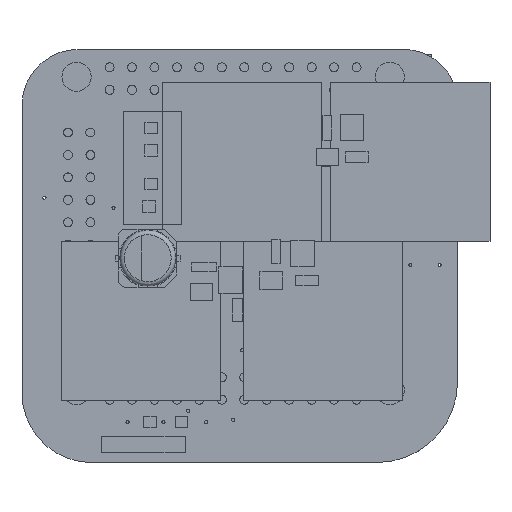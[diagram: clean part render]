
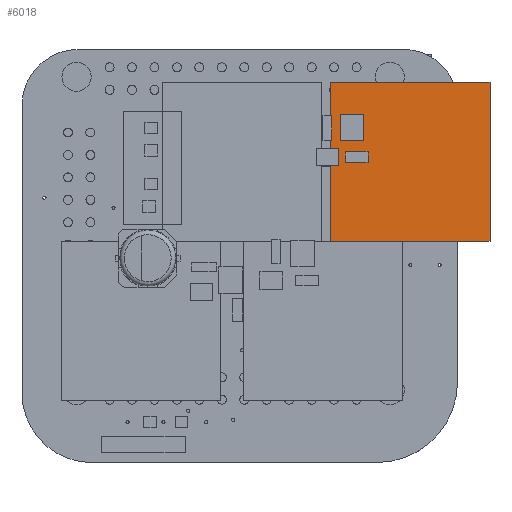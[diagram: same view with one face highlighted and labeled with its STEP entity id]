
A CAD part, top view. The second image highlights one B-rep face of the part: STEP entity #6018.
In plain terms, the highlighted planar face has unit normal (0, 0, 1).
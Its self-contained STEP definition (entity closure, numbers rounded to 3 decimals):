
#576=PLANE('',#6806);
#845=FACE_OUTER_BOUND('',#1428,.T.);
#1428=EDGE_LOOP('',(#4954,#4955,#4956,#4957));
#1723=LINE('',#9805,#2140);
#1726=LINE('',#9811,#2143);
#1729=LINE('',#9817,#2146);
#1732=LINE('',#9821,#2149);
#2140=VECTOR('',#8137,10.);
#2143=VECTOR('',#8142,10.);
#2146=VECTOR('',#8147,10.);
#2149=VECTOR('',#8152,10.);
#3049=VERTEX_POINT('',#9802);
#3050=VERTEX_POINT('',#9804);
#3052=VERTEX_POINT('',#9810);
#3054=VERTEX_POINT('',#9816);
#3711=EDGE_CURVE('',#3050,#3049,#1723,.T.);
#3714=EDGE_CURVE('',#3052,#3050,#1726,.T.);
#3717=EDGE_CURVE('',#3054,#3052,#1729,.T.);
#3720=EDGE_CURVE('',#3049,#3054,#1732,.T.);
#4954=ORIENTED_EDGE('',*,*,#3720,.T.);
#4955=ORIENTED_EDGE('',*,*,#3717,.T.);
#4956=ORIENTED_EDGE('',*,*,#3714,.T.);
#4957=ORIENTED_EDGE('',*,*,#3711,.T.);
#6018=ADVANCED_FACE('',(#845),#576,.T.);
#6806=AXIS2_PLACEMENT_3D('',#9822,#8153,#8154);
#8137=DIRECTION('',(-1.,0.,0.));
#8142=DIRECTION('',(0.,1.,0.));
#8147=DIRECTION('',(1.,0.,0.));
#8152=DIRECTION('',(0.,-1.,0.));
#8153=DIRECTION('center_axis',(0.,0.,1.));
#8154=DIRECTION('ref_axis',(1.,0.,0.));
#9802=CARTESIAN_POINT('',(-9.,9.,0.1));
#9804=CARTESIAN_POINT('',(9.,9.,0.1));
#9805=CARTESIAN_POINT('',(9.,9.,0.1));
#9810=CARTESIAN_POINT('',(9.,-9.,0.1));
#9811=CARTESIAN_POINT('',(9.,-9.,0.1));
#9816=CARTESIAN_POINT('',(-9.,-9.,0.1));
#9817=CARTESIAN_POINT('',(-9.,-9.,0.1));
#9821=CARTESIAN_POINT('',(-9.,9.,0.1));
#9822=CARTESIAN_POINT('Origin',(0.,0.,0.1));
